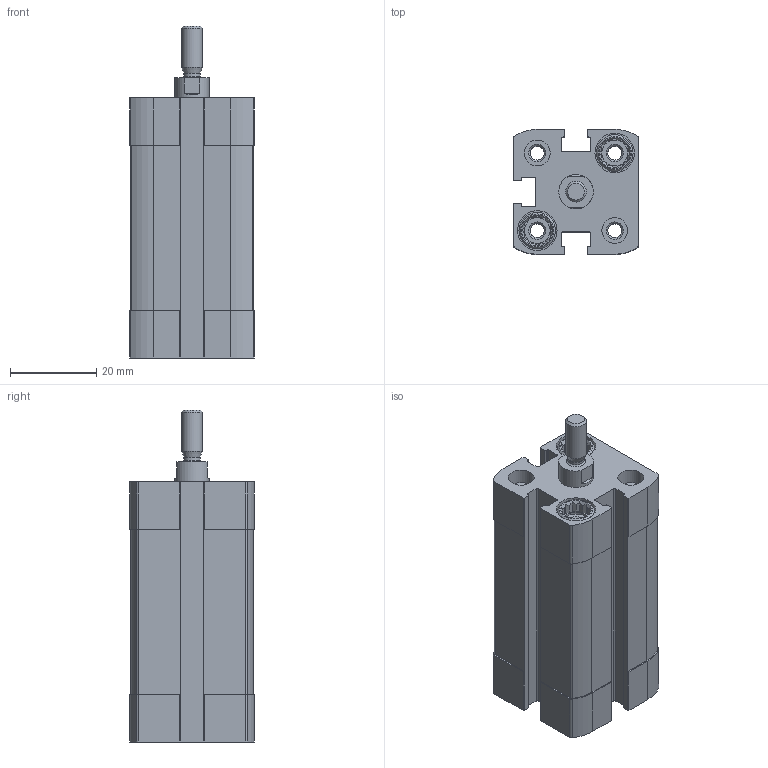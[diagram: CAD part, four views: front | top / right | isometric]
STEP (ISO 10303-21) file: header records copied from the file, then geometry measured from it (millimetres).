
FILE_DESCRIPTION(/* description */ ('STEP AP214'),/* implementation_level */ '2;1');
FILE_NAME(/* name */ '557035_ADN-5_8-1-A-P-A',/* time_stamp */ '2024-07-30T17:37:48+02:00',/* author */ ('License CC BY-ND 4.0'),/* organization */ ('CADENAS'),/* preprocessor_version */ 'ST-DEVELOPER v19.3',/* originating_system */ 'PARTsolutions',/* authorisation */ ' ');
FILE_SCHEMA (('AUTOMOTIVE_DESIGN {1 0 10303 214 3 1 1}'));
Length unit declared in the file: millimetre
Products named in the file (3): 557035 ADN-5/8"-1"-A-P-A--(10); 557035 ADN-1_(HS); 557035 ADN-1-A_(PS)
Assembly tree (2 placements, depth 2):
  557035 ADN-5/8"-1"-A-P-A--(10)
    557035 ADN-1_(HS)
    557035 ADN-1-A_(PS)
Bounding box: 29 x 29 x 77.1 mm (x, y, z)
Volume: 36158.5 mm3; surface area: 18896 mm2
Topology: 2 solids, 2 shells, 300 faces, 769 edges, 508 vertices
Faces by surface type: plane 187, cylinder 91, cone 20, torus 2
Full cylindrical faces by diameter (mm): 3.242 x8, 3.8 x1, 3.967 x2, 4 x4, 4.826 x1, 6 x8, 8 x2, 8.5 x4, 9 x1, 9.2 x4, 15.875 x2
Entity records: 8889 total; most frequent: CARTESIAN_POINT 1789, DIRECTION 1416, ORIENTED_EDGE 1400, EDGE_CURVE 700, AXIS2_PLACEMENT_3D 509, VERTEX_POINT 498, EDGE_LOOP 402, FACE_BOUND 402
